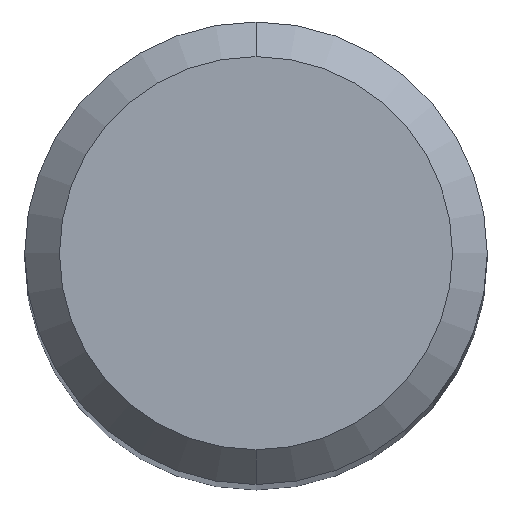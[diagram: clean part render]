
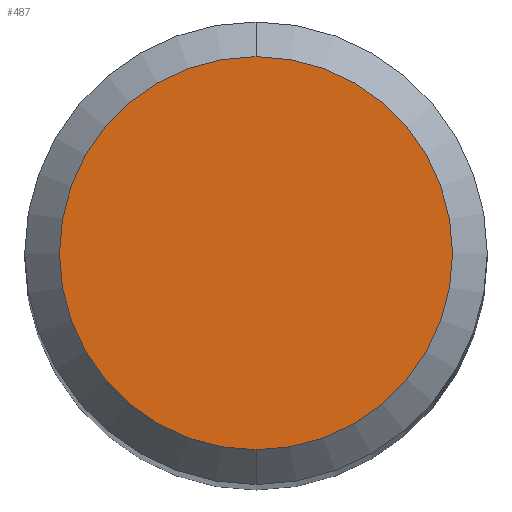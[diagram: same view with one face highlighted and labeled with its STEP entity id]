
A CAD part, top view. The second image highlights one B-rep face of the part: STEP entity #487.
In plain terms, the highlighted planar face has unit normal (0, 0, 1).
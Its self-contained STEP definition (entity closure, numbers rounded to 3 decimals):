
#469=EDGE_CURVE('',#1099,#1195,#1299,.T.);
#487=ADVANCED_FACE('',(#1318),#1319,.T.);
#813=EDGE_CURVE('',#1195,#1099,#1679,.T.);
#1099=VERTEX_POINT('',#1987);
#1195=VERTEX_POINT('',#2091);
#1299=CIRCLE('',#2259,1.7);
#1318=FACE_OUTER_BOUND('',#2352,.T.);
#1319=PLANE('',#2353);
#1679=CIRCLE('',#3493,1.7);
#1987=CARTESIAN_POINT('',(0.0,1.7,0.0));
#2091=CARTESIAN_POINT('',(0.,-1.7,0.0));
#2259=AXIS2_PLACEMENT_3D('',#5884,#5885,#5886);
#2352=EDGE_LOOP('',(#5898,#5899));
#2353=AXIS2_PLACEMENT_3D('',#5900,#5901,#5902);
#3493=AXIS2_PLACEMENT_3D('',#6320,#6321,#6322);
#5884=CARTESIAN_POINT('',(0.0,0.0,0.0));
#5885=DIRECTION('',(0.0,0.0,-1.0));
#5886=DIRECTION('',(0.0,1.0,0.0));
#5898=ORIENTED_EDGE('',*,*,#469,.F.);
#5899=ORIENTED_EDGE('',*,*,#813,.F.);
#5900=CARTESIAN_POINT('',(0.0,0.85,0.0));
#5901=DIRECTION('',(-0.0,0.0,1.0));
#5902=DIRECTION('',(0.0,-1.0,0.0));
#6320=CARTESIAN_POINT('',(0.0,0.0,0.0));
#6321=DIRECTION('',(0.0,0.0,-1.0));
#6322=DIRECTION('',(0.0,1.0,0.0));
